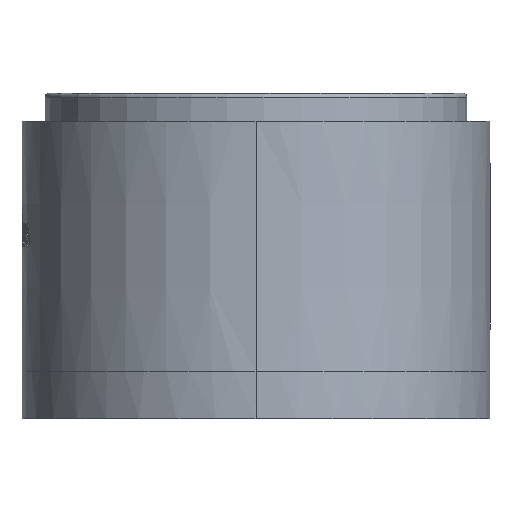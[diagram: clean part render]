
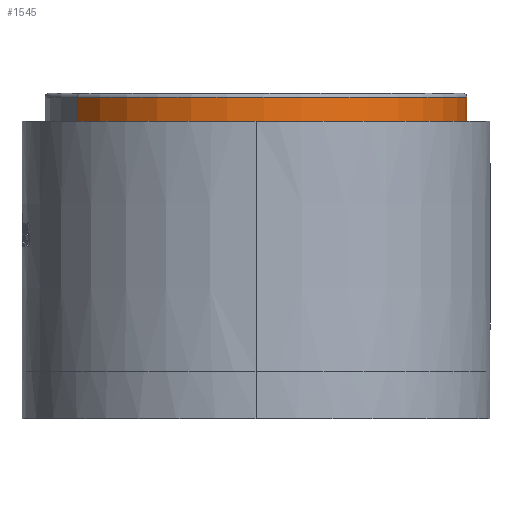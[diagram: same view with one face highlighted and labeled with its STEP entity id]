
A CAD part, left-side view. The second image highlights one B-rep face of the part: STEP entity #1545.
In plain terms, the highlighted cylindrical face has radius 535 mm (diameter 1070 mm), a partial arc.
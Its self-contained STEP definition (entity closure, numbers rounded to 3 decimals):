
#173 = LINE ( 'NONE', #18442, #11186 ) ;
#197 = AXIS2_PLACEMENT_3D ( 'NONE', #6594, #1807, #5045 ) ;
#307 = VERTEX_POINT ( 'NONE', #18273 ) ;
#946 = DIRECTION ( 'NONE',  ( -0.533, 0.846, 0. ) ) ;
#1545 = ADVANCED_FACE ( 'NONE', ( #2190 ), #20914, .T. ) ;
#1807 = DIRECTION ( 'NONE',  ( 0., 0., -1. ) ) ;
#2190 = FACE_OUTER_BOUND ( 'NONE', #15799, .T. ) ;
#2437 = CARTESIAN_POINT ( 'NONE',  ( -284.901, 452.831, 634. ) ) ;
#2959 = VERTEX_POINT ( 'NONE', #8338 ) ;
#3157 = AXIS2_PLACEMENT_3D ( 'NONE', #11325, #4440, #8100 ) ;
#3796 = EDGE_CURVE ( 'NONE', #6080, #7992, #18458, .T. ) ;
#4440 = DIRECTION ( 'NONE',  ( 0., 0., -1. ) ) ;
#4790 = CARTESIAN_POINT ( 'NONE',  ( -284.901, 452.831, 694. ) ) ;
#5045 = DIRECTION ( 'NONE',  ( -0.533, 0.846, 0. ) ) ;
#6080 = VERTEX_POINT ( 'NONE', #9752 ) ;
#6594 = CARTESIAN_POINT ( 'NONE',  ( 0., 0., 634. ) ) ;
#6957 = DIRECTION ( 'NONE',  ( 0., 0., -1. ) ) ;
#7992 = VERTEX_POINT ( 'NONE', #4790 ) ;
#8100 = DIRECTION ( 'NONE',  ( -0.533, 0.846, 0. ) ) ;
#8338 = CARTESIAN_POINT ( 'NONE',  ( 284.901, -452.831, 634. ) ) ;
#9327 = DIRECTION ( 'NONE',  ( 0., 0., -1. ) ) ;
#9752 = CARTESIAN_POINT ( 'NONE',  ( 284.901, -452.831, 694. ) ) ;
#10107 = EDGE_CURVE ( 'NONE', #7992, #307, #10565, .T. ) ;
#10565 = LINE ( 'NONE', #2437, #11531 ) ;
#11186 = VECTOR ( 'NONE', #6957, 1000. ) ;
#11325 = CARTESIAN_POINT ( 'NONE',  ( 0., 0., 694. ) ) ;
#11531 = VECTOR ( 'NONE', #9327, 1000. ) ;
#12112 = EDGE_CURVE ( 'NONE', #2959, #307, #16903, .T. ) ;
#12758 = ORIENTED_EDGE ( 'NONE', *, *, #3796, .T. ) ;
#15189 = AXIS2_PLACEMENT_3D ( 'NONE', #19566, #21020, #946 ) ;
#15799 = EDGE_LOOP ( 'NONE', ( #17485, #12758, #20596, #15900 ) ) ;
#15900 = ORIENTED_EDGE ( 'NONE', *, *, #12112, .F. ) ;
#16903 = CIRCLE ( 'NONE', #197, 535. ) ;
#17485 = ORIENTED_EDGE ( 'NONE', *, *, #18594, .F. ) ;
#18273 = CARTESIAN_POINT ( 'NONE',  ( -284.901, 452.831, 634. ) ) ;
#18442 = CARTESIAN_POINT ( 'NONE',  ( 284.901, -452.831, 634. ) ) ;
#18458 = CIRCLE ( 'NONE', #3157, 535. ) ;
#18594 = EDGE_CURVE ( 'NONE', #6080, #2959, #173, .T. ) ;
#19566 = CARTESIAN_POINT ( 'NONE',  ( 0., 0., 634. ) ) ;
#20596 = ORIENTED_EDGE ( 'NONE', *, *, #10107, .T. ) ;
#20914 = CYLINDRICAL_SURFACE ( 'NONE', #15189, 535. ) ;
#21020 = DIRECTION ( 'NONE',  ( 0., 0., -1. ) ) ;
